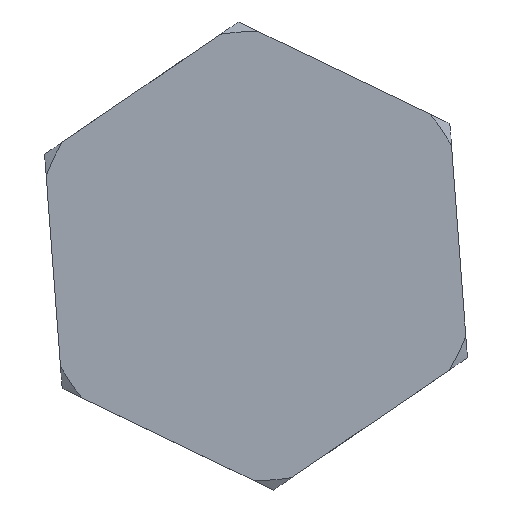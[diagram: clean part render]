
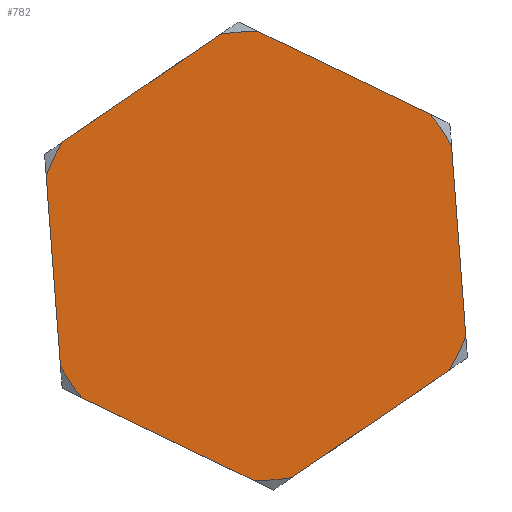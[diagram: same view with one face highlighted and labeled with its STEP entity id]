
A CAD part, top view. The second image highlights one B-rep face of the part: STEP entity #782.
In plain terms, the highlighted planar face has unit normal (0, 0, 1).
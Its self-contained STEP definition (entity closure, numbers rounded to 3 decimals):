
#32=PLANE('',#860);
#101=FACE_OUTER_BOUND('',#152,.T.);
#152=EDGE_LOOP('',(#568,#569,#570,#571,#572,#573,#574,#575,#576,#577,#578,
#579));
#225=LINE('',#1344,#258);
#226=LINE('',#1345,#259);
#227=LINE('',#1346,#260);
#228=LINE('',#1347,#261);
#229=LINE('',#1348,#262);
#230=LINE('',#1349,#263);
#258=VECTOR('',#969,10.);
#259=VECTOR('',#970,10.);
#260=VECTOR('',#971,10.);
#261=VECTOR('',#972,10.);
#262=VECTOR('',#973,10.);
#263=VECTOR('',#974,10.);
#289=CIRCLE('',#837,77.909);
#290=CIRCLE('',#839,77.909);
#291=CIRCLE('',#841,77.909);
#292=CIRCLE('',#843,77.909);
#293=CIRCLE('',#845,77.909);
#294=CIRCLE('',#847,77.909);
#334=VERTEX_POINT('',#1213);
#335=VERTEX_POINT('',#1217);
#336=VERTEX_POINT('',#1223);
#338=VERTEX_POINT('',#1228);
#340=VERTEX_POINT('',#1235);
#341=VERTEX_POINT('',#1239);
#343=VERTEX_POINT('',#1246);
#344=VERTEX_POINT('',#1250);
#346=VERTEX_POINT('',#1257);
#347=VERTEX_POINT('',#1261);
#348=VERTEX_POINT('',#1267);
#350=VERTEX_POINT('',#1272);
#412=EDGE_CURVE('',#334,#335,#289,.T.);
#414=EDGE_CURVE('',#338,#336,#290,.T.);
#418=EDGE_CURVE('',#340,#341,#291,.T.);
#421=EDGE_CURVE('',#343,#344,#292,.T.);
#424=EDGE_CURVE('',#346,#347,#293,.T.);
#426=EDGE_CURVE('',#350,#348,#294,.T.);
#446=EDGE_CURVE('',#348,#346,#225,.T.);
#447=EDGE_CURVE('',#347,#343,#226,.T.);
#448=EDGE_CURVE('',#344,#340,#227,.T.);
#449=EDGE_CURVE('',#341,#338,#228,.T.);
#450=EDGE_CURVE('',#336,#334,#229,.T.);
#451=EDGE_CURVE('',#335,#350,#230,.T.);
#568=ORIENTED_EDGE('',*,*,#426,.T.);
#569=ORIENTED_EDGE('',*,*,#446,.T.);
#570=ORIENTED_EDGE('',*,*,#424,.T.);
#571=ORIENTED_EDGE('',*,*,#447,.T.);
#572=ORIENTED_EDGE('',*,*,#421,.T.);
#573=ORIENTED_EDGE('',*,*,#448,.T.);
#574=ORIENTED_EDGE('',*,*,#418,.T.);
#575=ORIENTED_EDGE('',*,*,#449,.T.);
#576=ORIENTED_EDGE('',*,*,#414,.T.);
#577=ORIENTED_EDGE('',*,*,#450,.T.);
#578=ORIENTED_EDGE('',*,*,#412,.T.);
#579=ORIENTED_EDGE('',*,*,#451,.T.);
#782=ADVANCED_FACE('',(#101),#32,.T.);
#837=AXIS2_PLACEMENT_3D('',#1221,#921,#922);
#839=AXIS2_PLACEMENT_3D('',#1229,#925,#926);
#841=AXIS2_PLACEMENT_3D('',#1243,#929,#930);
#843=AXIS2_PLACEMENT_3D('',#1254,#933,#934);
#845=AXIS2_PLACEMENT_3D('',#1265,#937,#938);
#847=AXIS2_PLACEMENT_3D('',#1273,#941,#942);
#860=AXIS2_PLACEMENT_3D('',#1343,#967,#968);
#921=DIRECTION('center_axis',(0.,0.,1.));
#922=DIRECTION('ref_axis',(0.,1.,0.));
#925=DIRECTION('center_axis',(0.,0.,1.));
#926=DIRECTION('ref_axis',(0.,1.,0.));
#929=DIRECTION('center_axis',(0.,0.,1.));
#930=DIRECTION('ref_axis',(0.,1.,0.));
#933=DIRECTION('center_axis',(0.,0.,1.));
#934=DIRECTION('ref_axis',(0.,1.,0.));
#937=DIRECTION('center_axis',(0.,0.,1.));
#938=DIRECTION('ref_axis',(0.,1.,0.));
#941=DIRECTION('center_axis',(0.,0.,1.));
#942=DIRECTION('ref_axis',(0.,1.,0.));
#967=DIRECTION('center_axis',(0.,0.,1.));
#968=DIRECTION('ref_axis',(-1.,0.,0.));
#969=DIRECTION('',(-0.901,0.434,0.));
#970=DIRECTION('',(-0.826,-0.564,0.));
#971=DIRECTION('',(0.075,-0.997,0.));
#972=DIRECTION('',(0.901,-0.434,0.));
#973=DIRECTION('',(0.826,0.564,0.));
#974=DIRECTION('',(-0.075,0.997,0.));
#1213=CARTESIAN_POINT('',(67.125,-39.548,207.));
#1217=CARTESIAN_POINT('',(72.79,-27.774,207.));
#1221=CARTESIAN_POINT('Origin',(0.,0.,207.));
#1223=CARTESIAN_POINT('',(12.342,-76.925,207.));
#1228=CARTESIAN_POINT('',(-0.688,-77.906,207.));
#1229=CARTESIAN_POINT('Origin',(0.,0.,207.));
#1235=CARTESIAN_POINT('',(-67.812,-38.357,207.));
#1239=CARTESIAN_POINT('',(-60.448,-49.151,207.));
#1243=CARTESIAN_POINT('Origin',(0.,0.,207.));
#1246=CARTESIAN_POINT('',(-67.125,39.548,207.));
#1250=CARTESIAN_POINT('',(-72.79,27.774,207.));
#1254=CARTESIAN_POINT('Origin',(0.,0.,207.));
#1257=CARTESIAN_POINT('',(0.688,77.906,207.));
#1261=CARTESIAN_POINT('',(-12.342,76.925,207.));
#1265=CARTESIAN_POINT('Origin',(0.,0.,207.));
#1267=CARTESIAN_POINT('',(60.448,49.151,207.));
#1272=CARTESIAN_POINT('',(67.812,38.357,207.));
#1273=CARTESIAN_POINT('Origin',(0.,0.,207.));
#1343=CARTESIAN_POINT('Origin',(0.,0.,207.));
#1344=CARTESIAN_POINT('',(67.246,45.88,207.));
#1345=CARTESIAN_POINT('',(-6.11,81.177,207.));
#1346=CARTESIAN_POINT('',(-73.356,35.297,207.));
#1347=CARTESIAN_POINT('',(-67.246,-45.88,207.));
#1348=CARTESIAN_POINT('',(6.11,-81.177,207.));
#1349=CARTESIAN_POINT('',(73.356,-35.297,207.));
